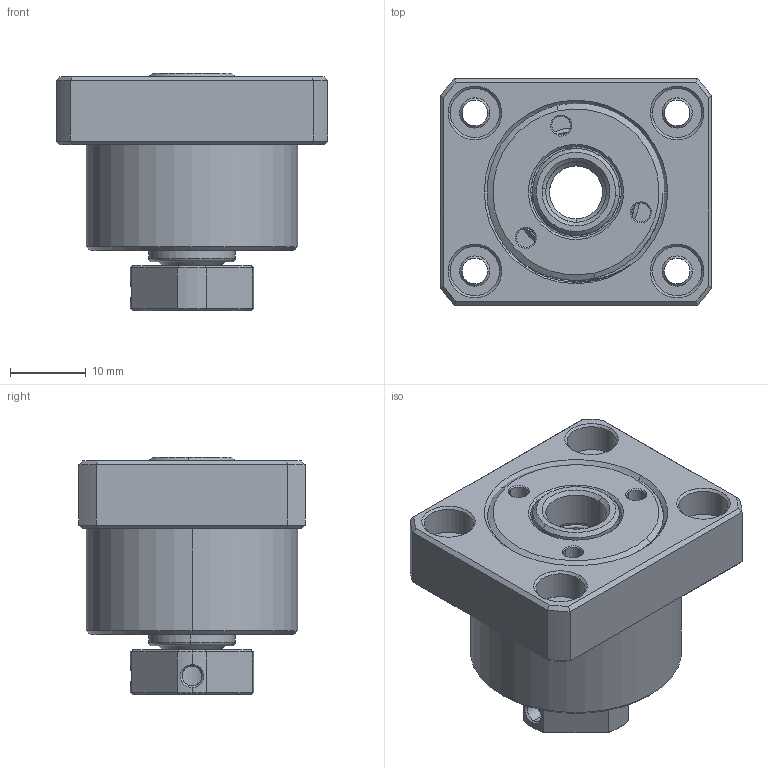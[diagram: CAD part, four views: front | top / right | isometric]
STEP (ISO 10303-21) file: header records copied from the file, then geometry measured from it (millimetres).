
FILE_DESCRIPTION(('HOOPS Exchange Step'),'2;1');
FILE_NAME('export-5F6F502E-3EDE-4BC6-A001-7088803A3D82.stp','2024-05-25T12:39:25+02:00',('Engineering'),('Alibre'),'HOOPS Exchange 2023.0','Alibre','Unknown authorisation');
FILE_SCHEMA( ('AP242_MANAGED_MODEL_BASED_3D_ENGINEERING_MIM_LF {1 0 10303 442 1 1 4 }') );
Length unit declared in the file: millimetre
Products named in the file (1): 6865 FKA08 Fixed Ballscrew Support Units (C3 quality) Method B
Bounding box: 36 x 30 x 31.5 mm (x, y, z)
Surface area: 7376.9 mm2 (no closed solid volume)
Topology: 0 solids, 7 shells, 172 faces, 409 edges, 249 vertices
Faces by surface type: cone 60, cylinder 58, plane 38, torus 10, bspline 6
Entity records: 5953 total; most frequent: CARTESIAN_POINT 1944, DIRECTION 885, ORIENTED_EDGE 750, EDGE_CURVE 409, AXIS2_PLACEMENT_3D 370, VERTEX_POINT 249, CIRCLE 202, EDGE_LOOP 199
